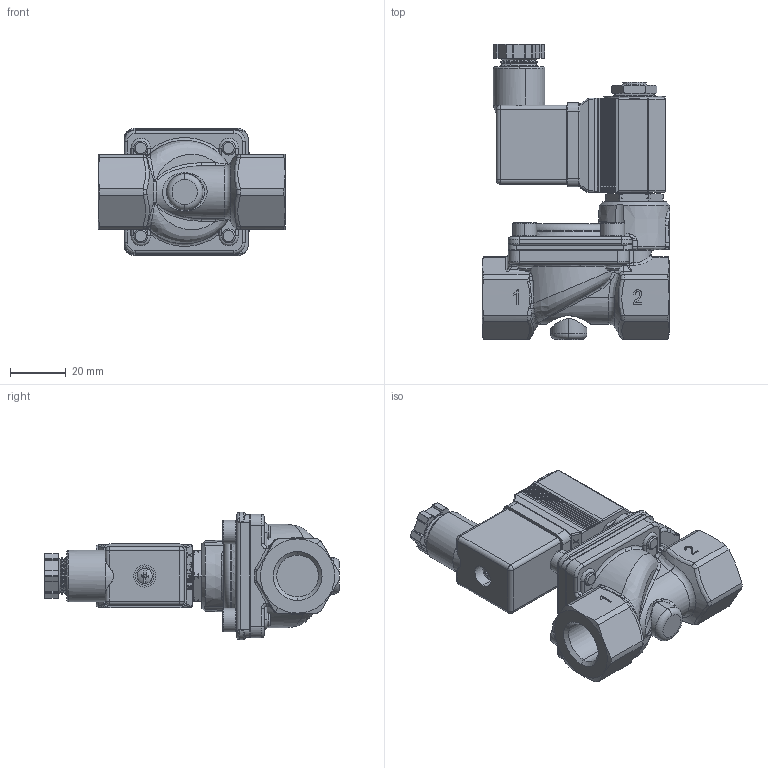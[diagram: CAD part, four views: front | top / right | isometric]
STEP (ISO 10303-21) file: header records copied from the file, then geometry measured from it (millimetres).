
FILE_DESCRIPTION(/* description */ ('VariCAD 2016-1.06 AP-214'),/* implementation_level */ '2;1');
FILE_NAME(/* name */ 'm_238_24v=.stp',/* time_stamp */ '2016-06-16T12:39:25+02:00',/* author */ (''),/* organization */ (''),/* preprocessor_version */ 'ST-DEVELOPER v14',/* originating_system */ 'VariCAD 2016-1.06; kernel version (20130303)',/* authorisation */ '');
FILE_SCHEMA (('AUTOMOTIVE_DESIGN'));
Products named in the file (7): m_238_24v=; M 238 24V<6>; M 238 24V<5>; M 238 24V<4>; M 238 24V<3>; M 238 24V<2>; M 238 24V<1>
Assembly tree (6 placements, depth 2):
  m_238_24v=
    M 238 24V<6>
    M 238 24V<5>
    M 238 24V<4>
    M 238 24V<3>
    M 238 24V<2>
    M 238 24V<1>
Bounding box: 67.2 x 105.65 x 45.6 mm (x, y, z)
Volume: 40228.2 mm3; surface area: 31918.5 mm2
Topology: 9 solids, 11 shells, 1345 faces, 3241 edges, 1912 vertices
Faces by surface type: plane 430, cylinder 407, bspline 153, torus 152, cone 126, sphere 77
Entity records: 64604 total; most frequent: CARTESIAN_POINT 35146, ORIENTED_EDGE 6370, DIRECTION 5655, EDGE_CURVE 3185, AXIS2_PLACEMENT_3D 2159, VERTEX_POINT 1912, EDGE_LOOP 1423, FACE_OUTER_BOUND 1347
